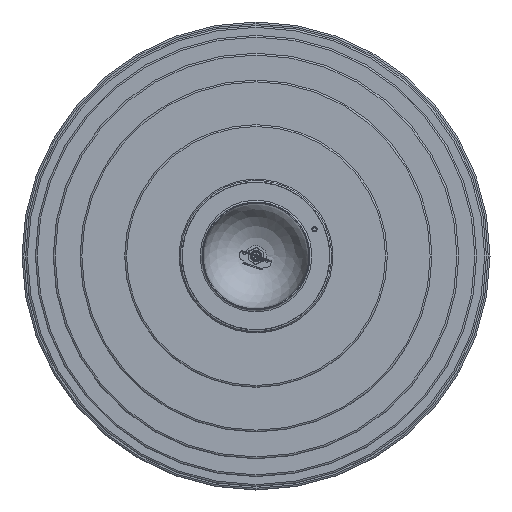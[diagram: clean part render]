
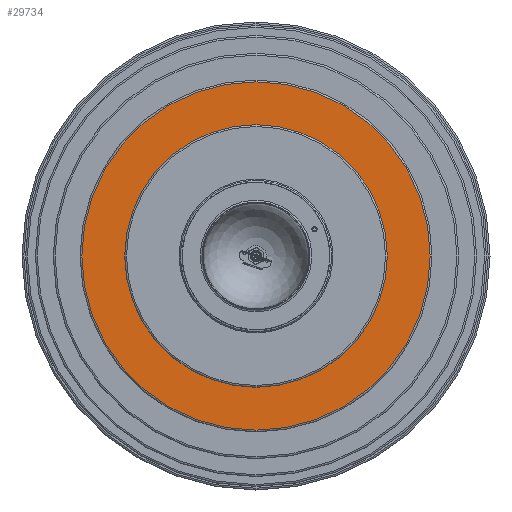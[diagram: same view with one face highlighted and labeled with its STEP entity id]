
A CAD part, front view. The second image highlights one B-rep face of the part: STEP entity #29734.
In plain terms, the highlighted face is planar.
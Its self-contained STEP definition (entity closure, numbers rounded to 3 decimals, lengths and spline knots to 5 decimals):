
#2203=FACE_BOUND('',#5153,.T.);
#2204=FACE_BOUND('',#5154,.T.);
#2205=FACE_BOUND('',#5155,.T.);
#2206=FACE_BOUND('',#5156,.T.);
#2207=FACE_BOUND('',#5157,.T.);
#2524=PLANE('',#32803);
#3488=FACE_OUTER_BOUND('',#5152,.T.);
#5152=EDGE_LOOP('',(#21704,#21705));
#5153=EDGE_LOOP('',(#21706,#21707));
#5154=EDGE_LOOP('',(#21708,#21709));
#5155=EDGE_LOOP('',(#21710,#21711));
#5156=EDGE_LOOP('',(#21712,#21713));
#5157=EDGE_LOOP('',(#21714,#21715));
#7029=CIRCLE('',#32804,0.195);
#7030=CIRCLE('',#32805,0.195);
#7031=CIRCLE('',#32806,0.003);
#7032=CIRCLE('',#32807,0.003);
#7033=CIRCLE('',#32808,0.003);
#7034=CIRCLE('',#32809,0.003);
#7035=CIRCLE('',#32810,0.003);
#7036=CIRCLE('',#32811,0.003);
#7037=CIRCLE('',#32812,0.003);
#7038=CIRCLE('',#32813,0.003);
#7039=CIRCLE('',#32814,0.0625);
#7040=CIRCLE('',#32815,0.0625);
#13355=VERTEX_POINT('',#45518);
#13356=VERTEX_POINT('',#45519);
#13357=VERTEX_POINT('',#45522);
#13358=VERTEX_POINT('',#45523);
#13359=VERTEX_POINT('',#45526);
#13360=VERTEX_POINT('',#45527);
#13361=VERTEX_POINT('',#45530);
#13362=VERTEX_POINT('',#45531);
#13363=VERTEX_POINT('',#45534);
#13364=VERTEX_POINT('',#45535);
#13365=VERTEX_POINT('',#45538);
#13366=VERTEX_POINT('',#45539);
#16563=EDGE_CURVE('',#13355,#13356,#7029,.F.);
#16564=EDGE_CURVE('',#13356,#13355,#7030,.F.);
#16565=EDGE_CURVE('',#13357,#13358,#7031,.T.);
#16566=EDGE_CURVE('',#13358,#13357,#7032,.T.);
#16567=EDGE_CURVE('',#13359,#13360,#7033,.T.);
#16568=EDGE_CURVE('',#13360,#13359,#7034,.T.);
#16569=EDGE_CURVE('',#13361,#13362,#7035,.T.);
#16570=EDGE_CURVE('',#13362,#13361,#7036,.T.);
#16571=EDGE_CURVE('',#13363,#13364,#7037,.T.);
#16572=EDGE_CURVE('',#13364,#13363,#7038,.T.);
#16573=EDGE_CURVE('',#13365,#13366,#7039,.T.);
#16574=EDGE_CURVE('',#13366,#13365,#7040,.T.);
#21704=ORIENTED_EDGE('',*,*,#16563,.T.);
#21705=ORIENTED_EDGE('',*,*,#16564,.T.);
#21706=ORIENTED_EDGE('',*,*,#16565,.T.);
#21707=ORIENTED_EDGE('',*,*,#16566,.T.);
#21708=ORIENTED_EDGE('',*,*,#16567,.T.);
#21709=ORIENTED_EDGE('',*,*,#16568,.T.);
#21710=ORIENTED_EDGE('',*,*,#16569,.T.);
#21711=ORIENTED_EDGE('',*,*,#16570,.T.);
#21712=ORIENTED_EDGE('',*,*,#16571,.T.);
#21713=ORIENTED_EDGE('',*,*,#16572,.T.);
#21714=ORIENTED_EDGE('',*,*,#16573,.T.);
#21715=ORIENTED_EDGE('',*,*,#16574,.T.);
#29734=ADVANCED_FACE('',(#3488,#2203,#2204,#2205,#2206,#2207),#2524,.F.);
#32803=AXIS2_PLACEMENT_3D('',#45517,#36918,#36919);
#32804=AXIS2_PLACEMENT_3D('',#45520,#36920,#36921);
#32805=AXIS2_PLACEMENT_3D('',#45521,#36922,#36923);
#32806=AXIS2_PLACEMENT_3D('',#45524,#36924,#36925);
#32807=AXIS2_PLACEMENT_3D('',#45525,#36926,#36927);
#32808=AXIS2_PLACEMENT_3D('',#45528,#36928,#36929);
#32809=AXIS2_PLACEMENT_3D('',#45529,#36930,#36931);
#32810=AXIS2_PLACEMENT_3D('',#45532,#36932,#36933);
#32811=AXIS2_PLACEMENT_3D('',#45533,#36934,#36935);
#32812=AXIS2_PLACEMENT_3D('',#45536,#36936,#36937);
#32813=AXIS2_PLACEMENT_3D('',#45537,#36938,#36939);
#32814=AXIS2_PLACEMENT_3D('',#45540,#36940,#36941);
#32815=AXIS2_PLACEMENT_3D('',#45541,#36942,#36943);
#36918=DIRECTION('center_axis',(0.,0.,-1.));
#36919=DIRECTION('ref_axis',(-1.,0.,0.));
#36920=DIRECTION('center_axis',(0.,0.,-1.));
#36921=DIRECTION('ref_axis',(-1.,0.,0.));
#36922=DIRECTION('center_axis',(0.,0.,-1.));
#36923=DIRECTION('ref_axis',(-1.,0.,0.));
#36924=DIRECTION('center_axis',(0.,0.,-1.));
#36925=DIRECTION('ref_axis',(1.,0.,0.));
#36926=DIRECTION('center_axis',(0.,0.,-1.));
#36927=DIRECTION('ref_axis',(1.,0.,0.));
#36928=DIRECTION('center_axis',(0.,0.,-1.));
#36929=DIRECTION('ref_axis',(1.,0.,0.));
#36930=DIRECTION('center_axis',(0.,0.,-1.));
#36931=DIRECTION('ref_axis',(1.,0.,0.));
#36932=DIRECTION('center_axis',(0.,0.,-1.));
#36933=DIRECTION('ref_axis',(1.,0.,0.));
#36934=DIRECTION('center_axis',(0.,0.,-1.));
#36935=DIRECTION('ref_axis',(1.,0.,0.));
#36936=DIRECTION('center_axis',(0.,0.,-1.));
#36937=DIRECTION('ref_axis',(1.,0.,0.));
#36938=DIRECTION('center_axis',(0.,0.,-1.));
#36939=DIRECTION('ref_axis',(1.,0.,0.));
#36940=DIRECTION('center_axis',(0.,0.,-1.));
#36941=DIRECTION('ref_axis',(1.,0.,0.));
#36942=DIRECTION('center_axis',(0.,0.,-1.));
#36943=DIRECTION('ref_axis',(1.,0.,0.));
#45517=CARTESIAN_POINT('Origin',(0.,0.,0.004));
#45518=CARTESIAN_POINT('',(-0.195,0.,0.004));
#45519=CARTESIAN_POINT('',(0.195,0.,0.004));
#45520=CARTESIAN_POINT('Origin',(0.,0.,0.004));
#45521=CARTESIAN_POINT('Origin',(0.,0.,0.004));
#45522=CARTESIAN_POINT('',(-0.05,0.053,0.004));
#45523=CARTESIAN_POINT('',(-0.056,0.053,0.004));
#45524=CARTESIAN_POINT('Origin',(-0.053,0.053,0.004));
#45525=CARTESIAN_POINT('Origin',(-0.053,0.053,0.004));
#45526=CARTESIAN_POINT('',(-0.05,-0.053,0.004));
#45527=CARTESIAN_POINT('',(-0.056,-0.053,0.004));
#45528=CARTESIAN_POINT('Origin',(-0.053,-0.053,0.004));
#45529=CARTESIAN_POINT('Origin',(-0.053,-0.053,0.004));
#45530=CARTESIAN_POINT('',(0.056,0.053,0.004));
#45531=CARTESIAN_POINT('',(0.05,0.053,0.004));
#45532=CARTESIAN_POINT('Origin',(0.053,0.053,0.004));
#45533=CARTESIAN_POINT('Origin',(0.053,0.053,0.004));
#45534=CARTESIAN_POINT('',(0.056,-0.053,0.004));
#45535=CARTESIAN_POINT('',(0.05,-0.053,0.004));
#45536=CARTESIAN_POINT('Origin',(0.053,-0.053,0.004));
#45537=CARTESIAN_POINT('Origin',(0.053,-0.053,0.004));
#45538=CARTESIAN_POINT('',(0.0625,0.,0.004));
#45539=CARTESIAN_POINT('',(-0.0625,0.,0.004));
#45540=CARTESIAN_POINT('Origin',(0.,0.,0.004));
#45541=CARTESIAN_POINT('Origin',(0.,0.,0.004));
